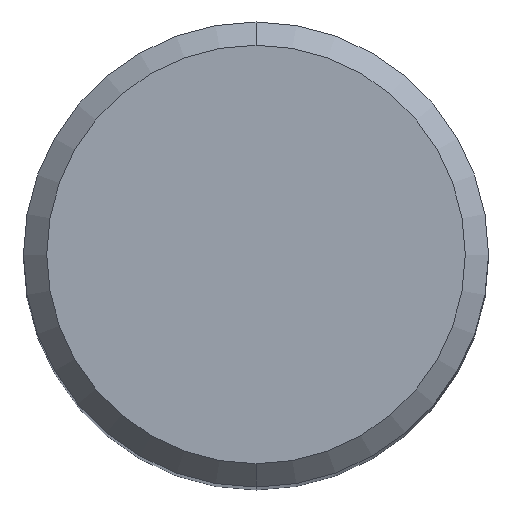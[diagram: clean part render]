
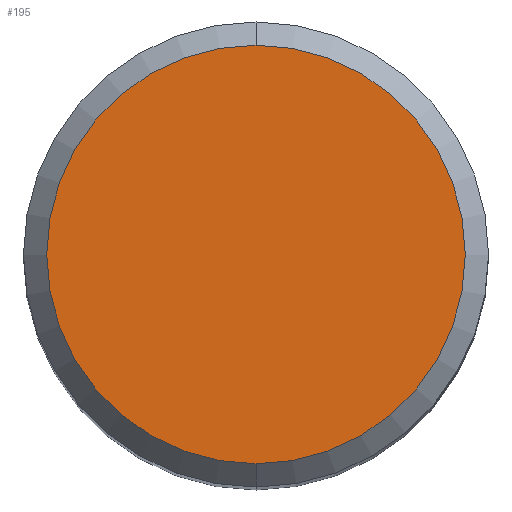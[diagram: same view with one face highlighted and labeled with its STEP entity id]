
A CAD part, top view. The second image highlights one B-rep face of the part: STEP entity #195.
In plain terms, the highlighted planar face has unit normal (0, 0, 1).
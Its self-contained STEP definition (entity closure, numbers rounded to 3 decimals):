
#99=VERTEX_POINT('',#250);
#195=ADVANCED_FACE('',(#357),#358,.T.);
#199=VERTEX_POINT('',#362);
#201=EDGE_CURVE('',#199,#99,#364,.T.);
#215=EDGE_CURVE('',#99,#199,#380,.T.);
#250=CARTESIAN_POINT('',(0.,-5.4,0.0));
#357=FACE_OUTER_BOUND('',#549,.T.);
#358=PLANE('',#550);
#362=CARTESIAN_POINT('',(0.0,5.4,0.0));
#364=CIRCLE('',#557,5.4);
#380=CIRCLE('',#579,5.4);
#549=EDGE_LOOP('',(#729,#730));
#550=AXIS2_PLACEMENT_3D('',#731,#732,#733);
#557=AXIS2_PLACEMENT_3D('',#734,#735,#736);
#579=AXIS2_PLACEMENT_3D('',#758,#759,#760);
#729=ORIENTED_EDGE('',*,*,#201,.F.);
#730=ORIENTED_EDGE('',*,*,#215,.F.);
#731=CARTESIAN_POINT('',(0.0,2.7,0.0));
#732=DIRECTION('',(-0.0,0.0,1.0));
#733=DIRECTION('',(0.0,-1.0,0.0));
#734=CARTESIAN_POINT('',(0.0,0.0,0.0));
#735=DIRECTION('',(0.0,0.0,-1.0));
#736=DIRECTION('',(0.0,1.0,0.0));
#758=CARTESIAN_POINT('',(0.0,0.0,0.0));
#759=DIRECTION('',(0.0,0.0,-1.0));
#760=DIRECTION('',(0.0,1.0,0.0));
